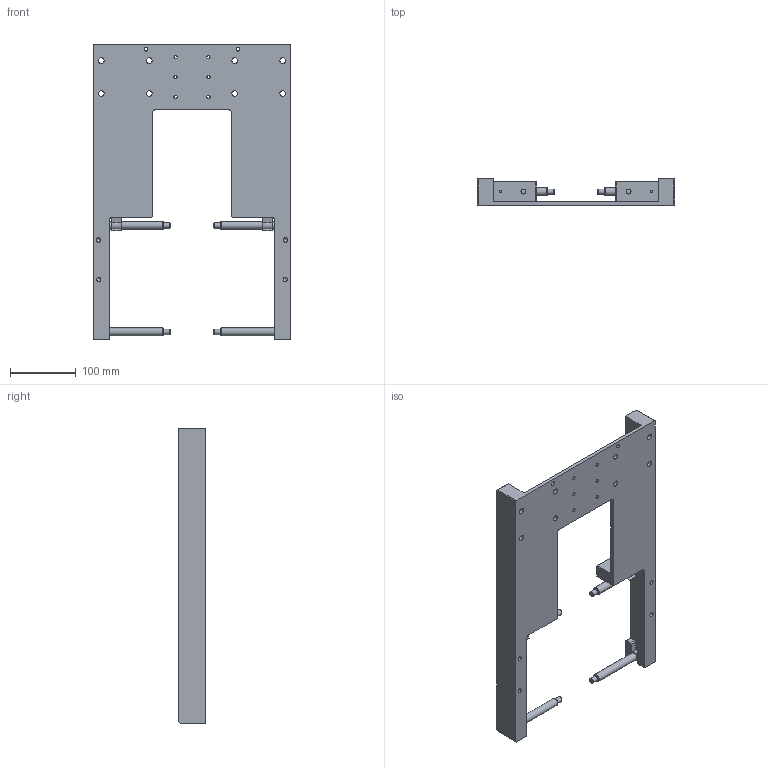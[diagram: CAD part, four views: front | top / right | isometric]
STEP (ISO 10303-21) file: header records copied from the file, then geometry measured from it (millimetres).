
FILE_DESCRIPTION(/* description */ ('Alibre Inc.'),/* implementation_level */ '2;1');
FILE_NAME(/* name */ 'export-846C16E0-60BE-4A8A-A331-F6F93850CDEF',/* time_stamp */ '2021-07-19T09:29:38+02:00',/* author */ (''),/* organization */ (''),/* preprocessor_version */ 'ST-DEVELOPER v17',/* originating_system */ 'Alibre',/* authorisation */ '');
FILE_SCHEMA (('AUTOMOTIVE_DESIGN'));
Length unit declared in the file: millimetre
Products named in the file (5): _ALSR13160_Ablagestation; _ALSR13160(DST17270_BolzenHI); _ALSR13160(DST17260_BolzenVO); _ZylinderschraubeDIN912-4x10x0.70.7 4x10x0.7; ALSR13160(1)
Bounding box: 300 x 41 x 450 mm (x, y, z)
Volume: 1187885.8 mm3; surface area: 253030.9 mm2
Topology: 7 solids, 7 shells, 304 faces, 756 edges, 488 vertices
Faces by surface type: plane 192, cylinder 70, cone 22, torus 20
Full cylindrical faces by diameter (mm): 3.459 x2, 4 x2, 4.917 x6, 6 x2, 6.647 x4, 7 x2, 7.459 x2, 8 x4, 8.5 x8, 9 x4, 12 x4, 13 x2, 13.5 x4, 14 x2
Entity records: 7349 total; most frequent: CARTESIAN_POINT 1222, ORIENTED_EDGE 1190, DIRECTION 1082, EDGE_CURVE 595, VECTOR 419, LINE 419, AXIS2_PLACEMENT_3D 412, VERTEX_POINT 391
